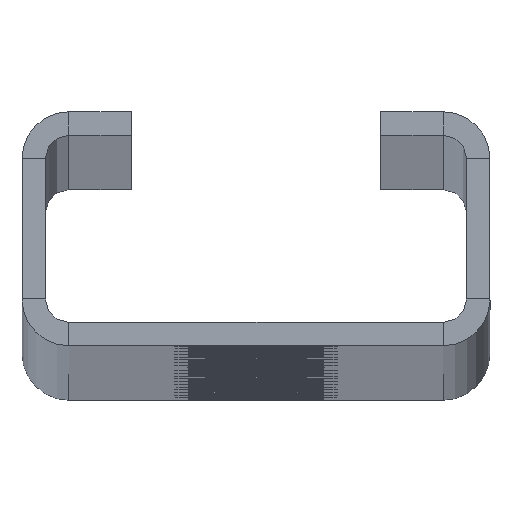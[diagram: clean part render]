
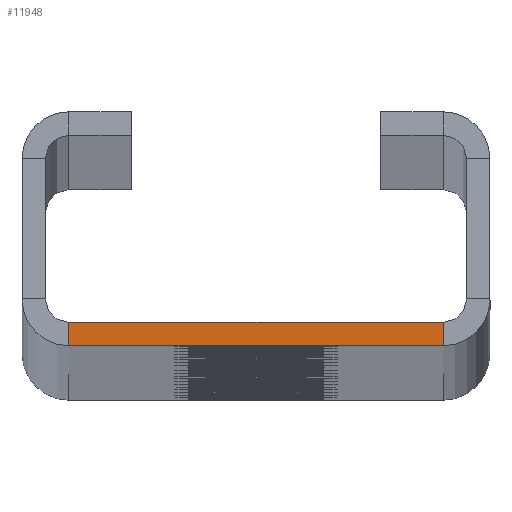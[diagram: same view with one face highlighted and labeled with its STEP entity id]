
A CAD part, top view. The second image highlights one B-rep face of the part: STEP entity #11948.
In plain terms, the highlighted planar face has unit normal (0, 0, 1).
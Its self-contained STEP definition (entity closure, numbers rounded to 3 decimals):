
#954 = CARTESIAN_POINT ( 'NONE',  ( -15., 1.5, 2000. ) ) ;
#1084 = DIRECTION ( 'NONE',  ( 0., 0., 1. ) ) ;
#1988 = DIRECTION ( 'NONE',  ( 1., 0., 0. ) ) ;
#2013 = ORIENTED_EDGE ( 'NONE', *, *, #3418, .T. ) ;
#2096 = DIRECTION ( 'NONE',  ( 1., 0., 0. ) ) ;
#2194 = CARTESIAN_POINT ( 'NONE',  ( -15., 0., 2000. ) ) ;
#3418 = EDGE_CURVE ( 'NONE', #15333, #19276, #15640, .T. ) ;
#3447 = CARTESIAN_POINT ( 'NONE',  ( 12., 1.5, 2000. ) ) ;
#5616 = EDGE_CURVE ( 'NONE', #15286, #8377, #18493, .T. ) ;
#5720 = CARTESIAN_POINT ( 'NONE',  ( 13.5, 3., 2000. ) ) ;
#6261 = EDGE_CURVE ( 'NONE', #19276, #15286, #15045, .T. ) ;
#6382 = EDGE_CURVE ( 'NONE', #15333, #8377, #14564, .T. ) ;
#6601 = CARTESIAN_POINT ( 'NONE',  ( -12., 1.5, 2000. ) ) ;
#8377 = VERTEX_POINT ( 'NONE', #3447 ) ;
#9093 = FACE_OUTER_BOUND ( 'NONE', #14024, .T. ) ;
#10374 = PLANE ( 'NONE',  #16087 ) ;
#11916 = DIRECTION ( 'NONE',  ( 1., 0., 0. ) ) ;
#11948 = ADVANCED_FACE ( 'NONE', ( #9093 ), #10374, .T. ) ;
#13006 = VECTOR ( 'NONE', #18161, 1000. ) ;
#14024 = EDGE_LOOP ( 'NONE', ( #18610, #18687, #19389, #2013 ) ) ;
#14154 = CARTESIAN_POINT ( 'NONE',  ( 12., 0., 2000. ) ) ;
#14374 = CARTESIAN_POINT ( 'NONE',  ( -12., 0., 2000. ) ) ;
#14564 = LINE ( 'NONE', #954, #14582 ) ;
#14582 = VECTOR ( 'NONE', #1988, 1000. ) ;
#15020 = VECTOR ( 'NONE', #2096, 1000. ) ;
#15045 = LINE ( 'NONE', #2194, #15020 ) ;
#15286 = VERTEX_POINT ( 'NONE', #14154 ) ;
#15333 = VERTEX_POINT ( 'NONE', #6601 ) ;
#15640 = LINE ( 'NONE', #18945, #13006 ) ;
#16087 = AXIS2_PLACEMENT_3D ( 'NONE', #5720, #1084, #11916 ) ;
#17261 = CARTESIAN_POINT ( 'NONE',  ( 12., 0., 2000. ) ) ;
#17446 = DIRECTION ( 'NONE',  ( 0., 1., 0. ) ) ;
#18161 = DIRECTION ( 'NONE',  ( 0., -1., 0. ) ) ;
#18370 = VECTOR ( 'NONE', #17446, 1000. ) ;
#18493 = LINE ( 'NONE', #17261, #18370 ) ;
#18610 = ORIENTED_EDGE ( 'NONE', *, *, #6261, .T. ) ;
#18687 = ORIENTED_EDGE ( 'NONE', *, *, #5616, .T. ) ;
#18945 = CARTESIAN_POINT ( 'NONE',  ( -12., 1.5, 2000. ) ) ;
#19276 = VERTEX_POINT ( 'NONE', #14374 ) ;
#19389 = ORIENTED_EDGE ( 'NONE', *, *, #6382, .F. ) ;
